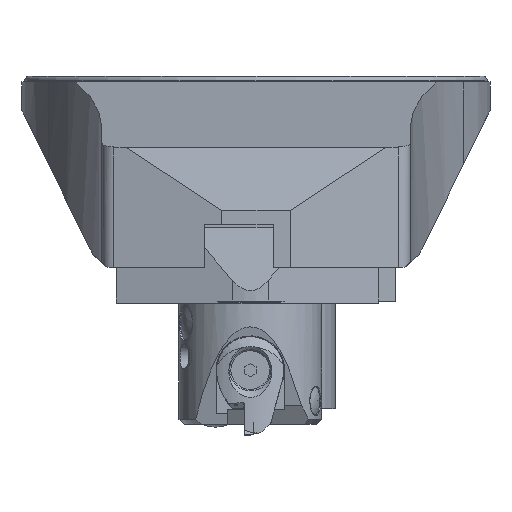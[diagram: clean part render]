
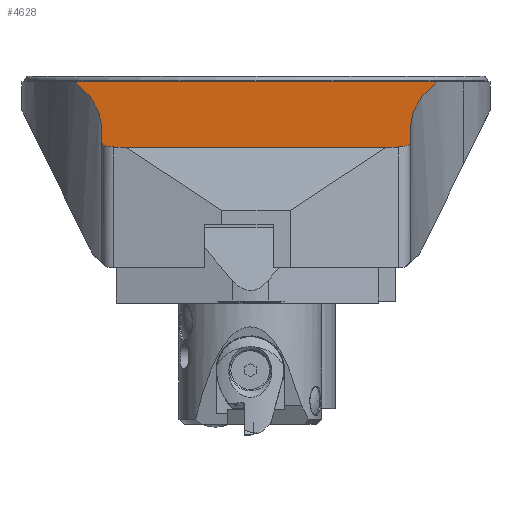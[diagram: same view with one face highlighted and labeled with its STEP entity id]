
A CAD part, left-side view. The second image highlights one B-rep face of the part: STEP entity #4628.
In plain terms, the highlighted planar face has unit normal (-0.257, 0, 0.967).
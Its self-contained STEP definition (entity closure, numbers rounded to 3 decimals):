
#4628=ADVANCED_FACE('',(#5443),#4980,.F.);
#4980=PLANE('',#14380);
#5443=FACE_OUTER_BOUND('',#6037,.T.);
#6037=EDGE_LOOP('',(#8827,#8828,#8829,#8830,#8831,#8832,#8833,#8834,#8835,
#8836));
#6141=ELLIPSE('',#14358,206.933,200.);
#6148=ELLIPSE('',#14368,206.933,200.);
#6154=ELLIPSE('',#14378,5.173,5.);
#6155=ELLIPSE('',#14379,5.173,5.);
#8827=ORIENTED_EDGE('',*,*,#11229,.T.);
#8828=ORIENTED_EDGE('',*,*,#11279,.T.);
#8829=ORIENTED_EDGE('',*,*,#11212,.T.);
#8830=ORIENTED_EDGE('',*,*,#11209,.F.);
#8831=ORIENTED_EDGE('',*,*,#11207,.T.);
#8832=ORIENTED_EDGE('',*,*,#11280,.T.);
#8833=ORIENTED_EDGE('',*,*,#11235,.T.);
#8834=ORIENTED_EDGE('',*,*,#11257,.T.);
#8835=ORIENTED_EDGE('',*,*,#11192,.T.);
#8836=ORIENTED_EDGE('',*,*,#11269,.T.);
#9826=VERTEX_POINT('',#20740);
#9837=VERTEX_POINT('',#20761);
#9851=VERTEX_POINT('',#20793);
#9852=VERTEX_POINT('',#20795);
#9853=VERTEX_POINT('',#20799);
#9855=VERTEX_POINT('',#20805);
#9868=VERTEX_POINT('',#20838);
#9869=VERTEX_POINT('',#20840);
#9874=VERTEX_POINT('',#20853);
#9875=VERTEX_POINT('',#20854);
#11192=EDGE_CURVE('',#9826,#9837,#11981,.T.);
#11207=EDGE_CURVE('',#9852,#9851,#11996,.T.);
#11209=EDGE_CURVE('',#9852,#9853,#11998,.T.);
#11212=EDGE_CURVE('',#9855,#9853,#12001,.T.);
#11229=EDGE_CURVE('',#9869,#9868,#12018,.T.);
#11235=EDGE_CURVE('',#9874,#9875,#12024,.T.);
#11257=EDGE_CURVE('',#9875,#9826,#6141,.T.);
#11269=EDGE_CURVE('',#9837,#9869,#6148,.T.);
#11279=EDGE_CURVE('',#9868,#9855,#6154,.T.);
#11280=EDGE_CURVE('',#9851,#9874,#6155,.T.);
#11981=LINE('',#20762,#12740);
#11996=LINE('',#20794,#12755);
#11998=LINE('',#20798,#12757);
#12001=LINE('',#20804,#12760);
#12018=LINE('',#20839,#12777);
#12024=LINE('',#20852,#12783);
#12740=VECTOR('',#16739,1.);
#12755=VECTOR('',#16760,1.);
#12757=VECTOR('',#16764,1.);
#12760=VECTOR('',#16769,1.);
#12777=VECTOR('',#16794,1.);
#12783=VECTOR('',#16804,1.);
#14358=AXIS2_PLACEMENT_3D('',#20895,#16837,#16838);
#14368=AXIS2_PLACEMENT_3D('',#20916,#16862,#16863);
#14378=AXIS2_PLACEMENT_3D('',#20934,#16886,#16887);
#14379=AXIS2_PLACEMENT_3D('',#20935,#16888,#16889);
#14380=AXIS2_PLACEMENT_3D('',#20936,#16890,#16891);
#16739=DIRECTION('',(0.,1.,0.));
#16760=DIRECTION('',(0.173,-0.984,0.046));
#16764=DIRECTION('',(0.,1.,0.));
#16769=DIRECTION('',(-0.173,-0.984,-0.046));
#16794=DIRECTION('',(-0.966,0.,-0.257));
#16804=DIRECTION('',(0.966,0.,0.257));
#16837=DIRECTION('',(0.257,0.,-0.966));
#16838=DIRECTION('',(0.966,0.,0.257));
#16862=DIRECTION('',(0.257,0.,-0.966));
#16863=DIRECTION('',(0.966,0.,0.257));
#16886=DIRECTION('',(-0.257,0.,0.966));
#16887=DIRECTION('',(0.966,0.,0.257));
#16888=DIRECTION('',(-0.257,0.,0.966));
#16889=DIRECTION('',(-0.966,0.,-0.257));
#16890=DIRECTION('',(0.257,0.,-0.966));
#16891=DIRECTION('',(0.966,0.,0.257));
#20740=CARTESIAN_POINT('',(-86.5,-63.258,-2.));
#20761=CARTESIAN_POINT('',(-86.5,63.258,-2.));
#20762=CARTESIAN_POINT('',(-86.5,-179.,-2.));
#20793=CARTESIAN_POINT('',(-172.323,-49.868,-24.792));
#20794=CARTESIAN_POINT('',(-179.163,-11.074,-26.609));
#20795=CARTESIAN_POINT('',(-173.105,-45.432,-25.));
#20798=CARTESIAN_POINT('',(-173.105,-179.,-25.));
#20799=CARTESIAN_POINT('',(-173.105,45.432,-25.));
#20804=CARTESIAN_POINT('',(-179.163,11.074,-26.609));
#20805=CARTESIAN_POINT('',(-172.323,49.868,-24.792));
#20838=CARTESIAN_POINT('',(-167.399,54.,-23.485));
#20839=CARTESIAN_POINT('',(-86.5,54.,-2.));
#20840=CARTESIAN_POINT('',(-146.647,54.,-17.973));
#20852=CARTESIAN_POINT('',(-86.5,-54.,-2.));
#20853=CARTESIAN_POINT('',(-167.399,-54.,-23.485));
#20854=CARTESIAN_POINT('',(-146.647,-54.,-17.973));
#20895=CARTESIAN_POINT('',(-146.647,-254.,-17.973));
#20916=CARTESIAN_POINT('',(-146.647,254.,-17.973));
#20934=CARTESIAN_POINT('',(-167.399,49.,-23.485));
#20935=CARTESIAN_POINT('',(-167.399,-49.,-23.485));
#20936=CARTESIAN_POINT('',(-86.5,-179.,-2.));
